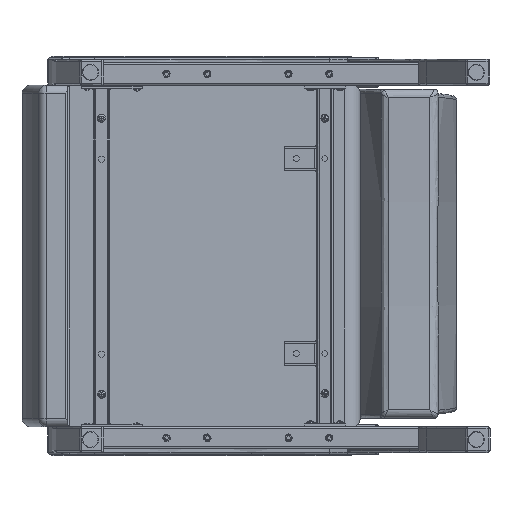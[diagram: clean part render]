
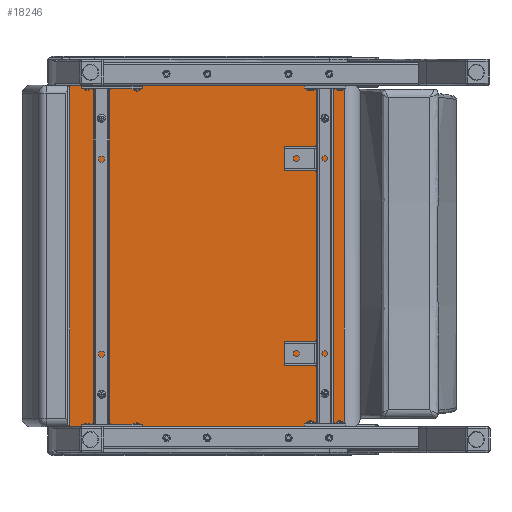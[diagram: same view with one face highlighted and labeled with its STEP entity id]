
A CAD part, front view. The second image highlights one B-rep face of the part: STEP entity #18246.
In plain terms, the highlighted planar face has unit normal (0, -1, 0).
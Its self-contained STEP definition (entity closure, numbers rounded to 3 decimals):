
#1654=PLANE('',#20303);
#2512=LINE('',#52186,#3604);
#2528=LINE('',#52320,#3620);
#2534=LINE('',#52407,#3626);
#2535=LINE('',#52409,#3627);
#3604=VECTOR('',#24607,0.394);
#3620=VECTOR('',#24683,0.394);
#3626=VECTOR('',#24745,0.394);
#3627=VECTOR('',#24748,0.394);
#5071=FACE_OUTER_BOUND('',#6400,.T.);
#6400=EDGE_LOOP('',(#15085,#15086,#15087,#15088));
#8833=VERTEX_POINT('',#52174);
#8834=VERTEX_POINT('',#52185);
#8858=VERTEX_POINT('',#52308);
#8859=VERTEX_POINT('',#52319);
#10981=EDGE_CURVE('',#8833,#8834,#2512,.T.);
#11020=EDGE_CURVE('',#8858,#8859,#2528,.T.);
#11045=EDGE_CURVE('',#8858,#8834,#2534,.T.);
#11046=EDGE_CURVE('',#8859,#8833,#2535,.T.);
#15085=ORIENTED_EDGE('',*,*,#10981,.F.);
#15086=ORIENTED_EDGE('',*,*,#11046,.F.);
#15087=ORIENTED_EDGE('',*,*,#11020,.F.);
#15088=ORIENTED_EDGE('',*,*,#11045,.T.);
#18246=ADVANCED_FACE('',(#5071),#1654,.T.);
#20303=AXIS2_PLACEMENT_3D('',#52408,#24746,#24747);
#24607=DIRECTION('',(1.,0.,0.));
#24683=DIRECTION('',(-1.,0.,0.));
#24745=DIRECTION('',(0.,0.,1.));
#24746=DIRECTION('center_axis',(0.,-1.,0.));
#24747=DIRECTION('ref_axis',(1.,0.,0.));
#24748=DIRECTION('',(0.,0.,1.));
#52174=CARTESIAN_POINT('',(-12.083,0.797,20.966));
#52185=CARTESIAN_POINT('',(4.791,0.797,20.966));
#52186=CARTESIAN_POINT('',(-9.146,0.797,20.966));
#52308=CARTESIAN_POINT('',(4.791,0.797,0.034));
#52319=CARTESIAN_POINT('',(-12.083,0.797,0.034));
#52320=CARTESIAN_POINT('',(-9.146,0.797,0.034));
#52407=CARTESIAN_POINT('',(4.791,0.797,0.));
#52408=CARTESIAN_POINT('Origin',(-12.083,0.797,0.));
#52409=CARTESIAN_POINT('',(-12.083,0.797,0.));
